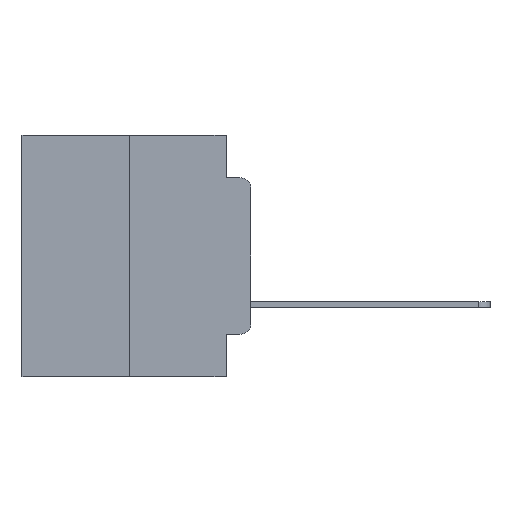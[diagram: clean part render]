
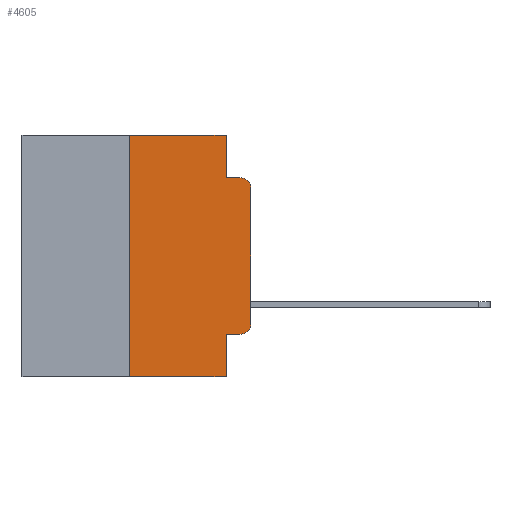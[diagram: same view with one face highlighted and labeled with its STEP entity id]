
A CAD part, left-side view. The second image highlights one B-rep face of the part: STEP entity #4605.
In plain terms, the highlighted planar face has unit normal (-1, 0, 0).
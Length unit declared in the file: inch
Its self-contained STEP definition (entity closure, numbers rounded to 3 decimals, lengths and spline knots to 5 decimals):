
#320 = CARTESIAN_POINT ( 'NONE',  ( 0., 0.051, -0.4115 ) ) ;
#541 = CARTESIAN_POINT ( 'NONE',  ( 0., 0.25, 0. ) ) ;
#853 = DIRECTION ( 'NONE',  ( 0., -1., 0. ) ) ;
#1025 = VECTOR ( 'NONE', #24209, 39.37008 ) ;
#1117 = EDGE_CURVE ( 'NONE', #11043, #3681, #8438, .T. ) ;
#1203 = DIRECTION ( 'NONE',  ( -1., 0., 0. ) ) ;
#1974 = VERTEX_POINT ( 'NONE', #26140 ) ;
#2089 = VERTEX_POINT ( 'NONE', #8942 ) ;
#2237 = CARTESIAN_POINT ( 'NONE',  ( 0., 0.051, -0.4115 ) ) ;
#3039 = LINE ( 'NONE', #14173, #18498 ) ;
#3513 = DIRECTION ( 'NONE',  ( 0., 0., 1. ) ) ;
#3681 = VERTEX_POINT ( 'NONE', #14890 ) ;
#3968 = VECTOR ( 'NONE', #4915, 39.37008 ) ;
#4605 = ADVANCED_FACE ( 'NONE', ( #21103 ), #12180, .F. ) ;
#4915 = DIRECTION ( 'NONE',  ( 0., -1., 0. ) ) ;
#4970 = CARTESIAN_POINT ( 'NONE',  ( 0., 0.051, 0. ) ) ;
#5631 = CARTESIAN_POINT ( 'NONE',  ( 0., 0.473, 0. ) ) ;
#5887 = DIRECTION ( 'NONE',  ( 0., 0., -1. ) ) ;
#6546 = VECTOR ( 'NONE', #853, 39.37008 ) ;
#7141 = LINE ( 'NONE', #8753, #17425 ) ;
#7655 = CARTESIAN_POINT ( 'NONE',  ( 0., 0., 0. ) ) ;
#7674 = EDGE_CURVE ( 'NONE', #14678, #18535, #25840, .T. ) ;
#8438 = LINE ( 'NONE', #2237, #3968 ) ;
#8753 = CARTESIAN_POINT ( 'NONE',  ( 0., 0.473, -0.5 ) ) ;
#8942 = CARTESIAN_POINT ( 'NONE',  ( 0., 0., -0.3915 ) ) ;
#8977 = CARTESIAN_POINT ( 'NONE',  ( 0., 0.051, -0.0885 ) ) ;
#8978 = EDGE_CURVE ( 'NONE', #3681, #2089, #22396, .T. ) ;
#9537 = ORIENTED_EDGE ( 'NONE', *, *, #11551, .F. ) ;
#10037 = CARTESIAN_POINT ( 'NONE',  ( 0., 0.473, 0. ) ) ;
#10163 = VERTEX_POINT ( 'NONE', #12379 ) ;
#10582 = VECTOR ( 'NONE', #18542, 39.37008 ) ;
#11043 = VERTEX_POINT ( 'NONE', #320 ) ;
#11230 = EDGE_CURVE ( 'NONE', #2089, #17580, #24724, .T. ) ;
#11448 = EDGE_CURVE ( 'NONE', #17580, #10163, #19787, .T. ) ;
#11528 = VERTEX_POINT ( 'NONE', #20296 ) ;
#11551 = EDGE_CURVE ( 'NONE', #18535, #11847, #17975, .T. ) ;
#11847 = VERTEX_POINT ( 'NONE', #8977 ) ;
#12021 = EDGE_CURVE ( 'NONE', #11847, #10163, #12142, .T. ) ;
#12142 = LINE ( 'NONE', #21695, #6546 ) ;
#12180 = PLANE ( 'NONE',  #19171 ) ;
#12257 = DIRECTION ( 'NONE',  ( -1., 0., 0. ) ) ;
#12379 = CARTESIAN_POINT ( 'NONE',  ( 0., 0.02, -0.0885 ) ) ;
#12401 = CARTESIAN_POINT ( 'NONE',  ( 0., 0.051, 0. ) ) ;
#13313 = EDGE_CURVE ( 'NONE', #11528, #1974, #7141, .T. ) ;
#13742 = ORIENTED_EDGE ( 'NONE', *, *, #12021, .F. ) ;
#14154 = CARTESIAN_POINT ( 'NONE',  ( 0., 0.02, -0.1085 ) ) ;
#14173 = CARTESIAN_POINT ( 'NONE',  ( 0., 0.25, 0. ) ) ;
#14678 = VERTEX_POINT ( 'NONE', #541 ) ;
#14744 = EDGE_LOOP ( 'NONE', ( #22970, #18456, #13742, #9537, #20902, #16284, #16910, #22070, #17523, #23292 ) ) ;
#14890 = CARTESIAN_POINT ( 'NONE',  ( 0., 0.02, -0.4115 ) ) ;
#15420 = VECTOR ( 'NONE', #18066, 39.37008 ) ;
#16169 = DIRECTION ( 'NONE',  ( 0., 0., -1. ) ) ;
#16284 = ORIENTED_EDGE ( 'NONE', *, *, #22260, .F. ) ;
#16910 = ORIENTED_EDGE ( 'NONE', *, *, #13313, .T. ) ;
#17425 = VECTOR ( 'NONE', #22752, 39.37008 ) ;
#17523 = ORIENTED_EDGE ( 'NONE', *, *, #1117, .T. ) ;
#17580 = VERTEX_POINT ( 'NONE', #22378 ) ;
#17975 = LINE ( 'NONE', #12401, #1025 ) ;
#18066 = DIRECTION ( 'NONE',  ( 0., -1., 0. ) ) ;
#18208 = DIRECTION ( 'NONE',  ( 1., 0., 0. ) ) ;
#18456 = ORIENTED_EDGE ( 'NONE', *, *, #11448, .T. ) ;
#18498 = VECTOR ( 'NONE', #3513, 39.37008 ) ;
#18535 = VERTEX_POINT ( 'NONE', #4970 ) ;
#18542 = DIRECTION ( 'NONE',  ( 0., 0., -1. ) ) ;
#19171 = AXIS2_PLACEMENT_3D ( 'NONE', #10037, #18208, #5887 ) ;
#19513 = VECTOR ( 'NONE', #21764, 39.37008 ) ;
#19787 = CIRCLE ( 'NONE', #21488, 0.02 ) ;
#20296 = CARTESIAN_POINT ( 'NONE',  ( 0., 0.25, -0.5 ) ) ;
#20902 = ORIENTED_EDGE ( 'NONE', *, *, #7674, .F. ) ;
#20993 = AXIS2_PLACEMENT_3D ( 'NONE', #24060, #12257, #26041 ) ;
#21103 = FACE_OUTER_BOUND ( 'NONE', #14744, .T. ) ;
#21488 = AXIS2_PLACEMENT_3D ( 'NONE', #14154, #1203, #16169 ) ;
#21695 = CARTESIAN_POINT ( 'NONE',  ( 0., 0.051, -0.0885 ) ) ;
#21764 = DIRECTION ( 'NONE',  ( 0., 0., 1. ) ) ;
#22070 = ORIENTED_EDGE ( 'NONE', *, *, #22419, .F. ) ;
#22260 = EDGE_CURVE ( 'NONE', #11528, #14678, #3039, .T. ) ;
#22378 = CARTESIAN_POINT ( 'NONE',  ( 0., 0., -0.1085 ) ) ;
#22396 = CIRCLE ( 'NONE', #20993, 0.02 ) ;
#22419 = EDGE_CURVE ( 'NONE', #11043, #1974, #26420, .T. ) ;
#22752 = DIRECTION ( 'NONE',  ( 0., -1., 0. ) ) ;
#22970 = ORIENTED_EDGE ( 'NONE', *, *, #11230, .T. ) ;
#23292 = ORIENTED_EDGE ( 'NONE', *, *, #8978, .T. ) ;
#24060 = CARTESIAN_POINT ( 'NONE',  ( 0., 0.02, -0.3915 ) ) ;
#24209 = DIRECTION ( 'NONE',  ( 0., 0., -1. ) ) ;
#24315 = CARTESIAN_POINT ( 'NONE',  ( 0., 0.051, 0. ) ) ;
#24724 = LINE ( 'NONE', #7655, #19513 ) ;
#25840 = LINE ( 'NONE', #5631, #15420 ) ;
#26041 = DIRECTION ( 'NONE',  ( 0., 0., -1. ) ) ;
#26140 = CARTESIAN_POINT ( 'NONE',  ( 0., 0.051, -0.5 ) ) ;
#26420 = LINE ( 'NONE', #24315, #10582 ) ;
